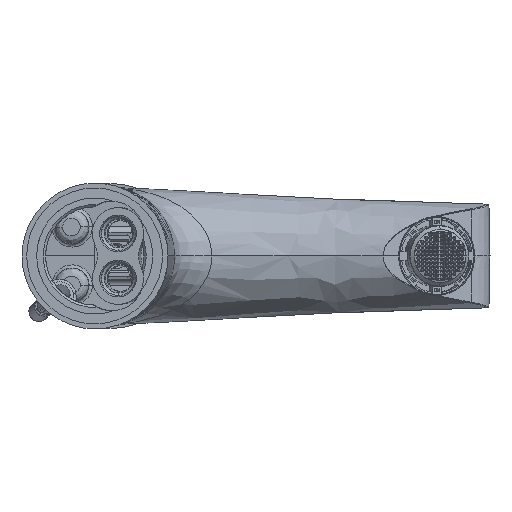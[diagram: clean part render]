
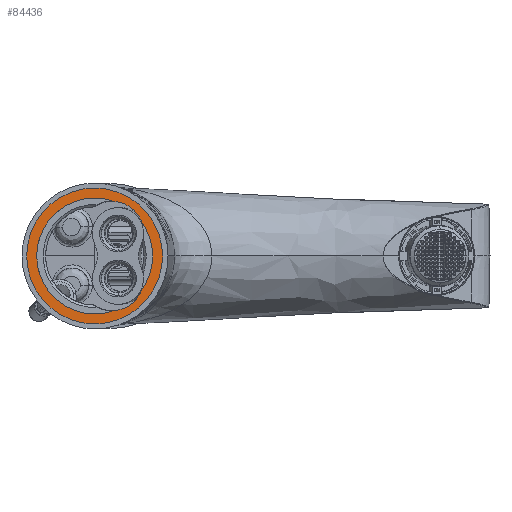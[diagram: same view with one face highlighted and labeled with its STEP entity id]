
A CAD part, front view. The second image highlights one B-rep face of the part: STEP entity #84436.
In plain terms, the highlighted planar face has unit normal (0, -1, 0).
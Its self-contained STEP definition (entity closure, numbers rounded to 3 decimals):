
#224 = EDGE_CURVE ( 'NONE', #92164, #10451, #36637, .T. ) ;
#676 = DIRECTION ( 'NONE',  ( 0., -1., 0. ) ) ;
#2204 = CARTESIAN_POINT ( 'NONE',  ( 14.645, 4.646, -10.466 ) ) ;
#3345 =( BOUNDED_CURVE ( )  B_SPLINE_CURVE ( 3, ( #52377, #10443, #81460, #60942 ),
 .UNSPECIFIED., .F., .F. ) 
 B_SPLINE_CURVE_WITH_KNOTS ( ( 4, 4 ),
 ( 1.645, 2.788 ),
 .UNSPECIFIED. ) 
 CURVE ( )  GEOMETRIC_REPRESENTATION_ITEM ( )  RATIONAL_B_SPLINE_CURVE ( ( 1., 0.894, 0.894, 1. ) ) 
 REPRESENTATION_ITEM ( '' )  );
#5111 = CARTESIAN_POINT ( 'NONE',  ( 14.645, 4.646, -10.466 ) ) ;
#6973 = DIRECTION ( 'NONE',  ( 1., 0., 0. ) ) ;
#7401 = DIRECTION ( 'NONE',  ( 1., 0., 0. ) ) ;
#7823 = CARTESIAN_POINT ( 'NONE',  ( 0., 4.646, 0. ) ) ;
#8706 = CARTESIAN_POINT ( 'NONE',  ( 5.995, 4.646, -16.972 ) ) ;
#10443 = CARTESIAN_POINT ( 'NONE',  ( 10.021, 4.646, 16.673 ) ) ;
#10451 = VERTEX_POINT ( 'NONE', #26912 ) ;
#10715 = CIRCLE ( 'NONE', #76150, 21.1 ) ;
#12241 = ORIENTED_EDGE ( 'NONE', *, *, #93308, .T. ) ;
#12774 = DIRECTION ( 'NONE',  ( 1., 0., 0. ) ) ;
#17800 =( BOUNDED_CURVE ( )  B_SPLINE_CURVE ( 3, ( #2204, #81780, #89385, #31239 ),
 .UNSPECIFIED., .F., .F. ) 
 B_SPLINE_CURVE_WITH_KNOTS ( ( 4, 4 ),
 ( 3.496, 4.638 ),
 .UNSPECIFIED. ) 
 CURVE ( )  GEOMETRIC_REPRESENTATION_ITEM ( )  RATIONAL_B_SPLINE_CURVE ( ( 1., 0.894, 0.894, 1. ) ) 
 REPRESENTATION_ITEM ( '' )  );
#19709 = CARTESIAN_POINT ( 'NONE',  ( 5.995, 4.646, 16.972 ) ) ;
#24227 = ORIENTED_EDGE ( 'NONE', *, *, #70720, .F. ) ;
#24648 = AXIS2_PLACEMENT_3D ( 'NONE', #92263, #28833, #6973 ) ;
#25248 = AXIS2_PLACEMENT_3D ( 'NONE', #7823, #676, #29705 ) ;
#26912 = CARTESIAN_POINT ( 'NONE',  ( 14.645, 4.646, 10.466 ) ) ;
#27984 = ORIENTED_EDGE ( 'NONE', *, *, #224, .F. ) ;
#28833 = DIRECTION ( 'NONE',  ( 0., -1., 0. ) ) ;
#29705 = DIRECTION ( 'NONE',  ( 1., 0., 0. ) ) ;
#31055 = VERTEX_POINT ( 'NONE', #19709 ) ;
#31239 = CARTESIAN_POINT ( 'NONE',  ( 5.995, 4.646, -16.972 ) ) ;
#34471 = AXIS2_PLACEMENT_3D ( 'NONE', #35609, #64699, #12774 ) ;
#35382 = CARTESIAN_POINT ( 'NONE',  ( 21.1, 4.646, 0. ) ) ;
#35609 = CARTESIAN_POINT ( 'NONE',  ( 0., 4.646, 0. ) ) ;
#36637 = CIRCLE ( 'NONE', #59529, 18. ) ;
#39041 = CIRCLE ( 'NONE', #34471, 18. ) ;
#41733 = PLANE ( 'NONE',  #24648 ) ;
#41914 = CARTESIAN_POINT ( 'NONE',  ( 0., 4.646, 0. ) ) ;
#43106 = DIRECTION ( 'NONE',  ( 0., -1., 0. ) ) ;
#43148 = FACE_BOUND ( 'NONE', #49795, .T. ) ;
#43425 = ORIENTED_EDGE ( 'NONE', *, *, #79763, .T. ) ;
#43581 = CARTESIAN_POINT ( 'NONE',  ( 0., 4.646, 0. ) ) ;
#46650 = DIRECTION ( 'NONE',  ( 0., -1., 0. ) ) ;
#47880 = CARTESIAN_POINT ( 'NONE',  ( -21.1, 4.646, 0. ) ) ;
#49066 = DIRECTION ( 'NONE',  ( 0., -1., 0. ) ) ;
#49795 = EDGE_LOOP ( 'NONE', ( #88777, #50437, #24227, #43425, #27984 ) ) ;
#50437 = ORIENTED_EDGE ( 'NONE', *, *, #51035, .T. ) ;
#51035 = EDGE_CURVE ( 'NONE', #59753, #74478, #17800, .T. ) ;
#52377 = CARTESIAN_POINT ( 'NONE',  ( 5.995, 4.646, 16.972 ) ) ;
#55327 = ORIENTED_EDGE ( 'NONE', *, *, #67346, .T. ) ;
#55683 = CIRCLE ( 'NONE', #25248, 21.1 ) ;
#59529 = AXIS2_PLACEMENT_3D ( 'NONE', #43581, #43106, #7401 ) ;
#59753 = VERTEX_POINT ( 'NONE', #5111 ) ;
#60502 = CARTESIAN_POINT ( 'NONE',  ( 0., 4.646, 0. ) ) ;
#60942 = CARTESIAN_POINT ( 'NONE',  ( 14.645, 4.646, 10.466 ) ) ;
#61138 = VERTEX_POINT ( 'NONE', #47880 ) ;
#62681 = CARTESIAN_POINT ( 'NONE',  ( 18., 4.646, 0. ) ) ;
#64699 = DIRECTION ( 'NONE',  ( 0., -1., 0. ) ) ;
#64797 = DIRECTION ( 'NONE',  ( 1., 0., 0. ) ) ;
#67346 = EDGE_CURVE ( 'NONE', #75396, #61138, #55683, .T. ) ;
#68200 = CIRCLE ( 'NONE', #80361, 18. ) ;
#70720 = EDGE_CURVE ( 'NONE', #31055, #74478, #68200, .T. ) ;
#73988 = EDGE_CURVE ( 'NONE', #59753, #92164, #39041, .T. ) ;
#74478 = VERTEX_POINT ( 'NONE', #8706 ) ;
#75396 = VERTEX_POINT ( 'NONE', #35382 ) ;
#76150 = AXIS2_PLACEMENT_3D ( 'NONE', #60502, #46650, #88151 ) ;
#77980 = FACE_OUTER_BOUND ( 'NONE', #82338, .T. ) ;
#79763 = EDGE_CURVE ( 'NONE', #31055, #10451, #3345, .T. ) ;
#80361 = AXIS2_PLACEMENT_3D ( 'NONE', #41914, #49066, #64797 ) ;
#81460 = CARTESIAN_POINT ( 'NONE',  ( 13.245, 4.646, 14.248 ) ) ;
#81780 = CARTESIAN_POINT ( 'NONE',  ( 13.245, 4.646, -14.248 ) ) ;
#82338 = EDGE_LOOP ( 'NONE', ( #55327, #12241 ) ) ;
#84436 = ADVANCED_FACE ( 'NONE', ( #43148, #77980 ), #41733, .T. ) ;
#88151 = DIRECTION ( 'NONE',  ( 1., 0., 0. ) ) ;
#88777 = ORIENTED_EDGE ( 'NONE', *, *, #73988, .F. ) ;
#89385 = CARTESIAN_POINT ( 'NONE',  ( 10.021, 4.646, -16.673 ) ) ;
#92164 = VERTEX_POINT ( 'NONE', #62681 ) ;
#92263 = CARTESIAN_POINT ( 'NONE',  ( 0., 4.646, 0. ) ) ;
#93308 = EDGE_CURVE ( 'NONE', #61138, #75396, #10715, .T. ) ;
